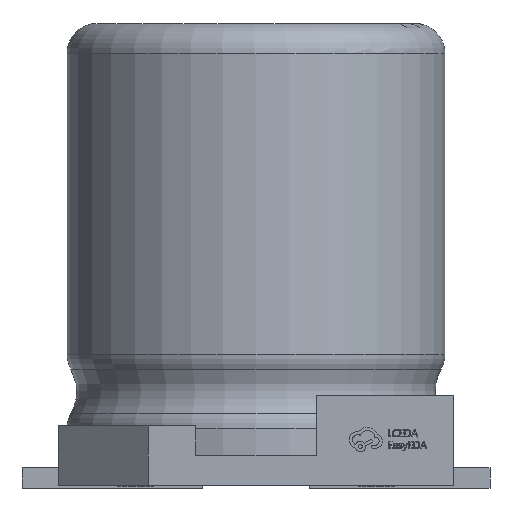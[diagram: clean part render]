
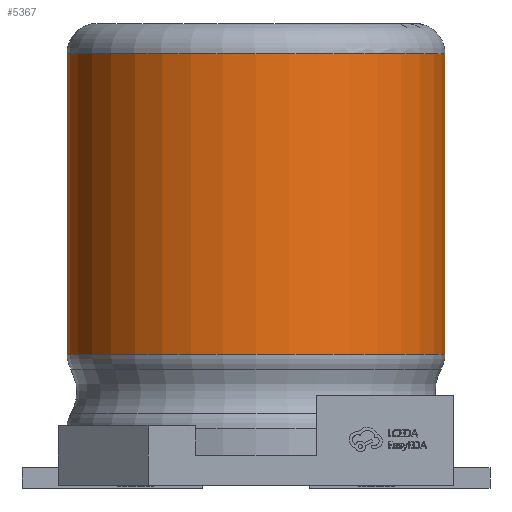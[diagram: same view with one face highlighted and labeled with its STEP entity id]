
A CAD part, front view. The second image highlights one B-rep face of the part: STEP entity #5367.
In plain terms, the highlighted cylindrical face has radius 3.15 mm (diameter 6.3 mm), a full revolution.
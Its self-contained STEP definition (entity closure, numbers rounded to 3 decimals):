
#521=LINE('',#7230,#1060);
#1060=VECTOR('',#6063,3.15);
#1598=CYLINDRICAL_SURFACE('',#5695,3.15);
#1615=FACE_OUTER_BOUND('',#1901,.T.);
#1901=EDGE_LOOP('',(#3566,#3567,#3568,#3569,#3570));
#2216=CIRCLE('',#5681,3.15);
#2222=CIRCLE('',#5689,3.15);
#2223=CIRCLE('',#5690,3.15);
#2251=VERTEX_POINT('',#7201);
#2256=VERTEX_POINT('',#7214);
#2257=VERTEX_POINT('',#7216);
#2769=EDGE_CURVE('',#2251,#2251,#2216,.T.);
#2775=EDGE_CURVE('',#2257,#2256,#2222,.T.);
#2776=EDGE_CURVE('',#2256,#2257,#2223,.T.);
#2782=EDGE_CURVE('',#2251,#2257,#521,.T.);
#3566=ORIENTED_EDGE('',*,*,#2769,.T.);
#3567=ORIENTED_EDGE('',*,*,#2782,.T.);
#3568=ORIENTED_EDGE('',*,*,#2775,.T.);
#3569=ORIENTED_EDGE('',*,*,#2776,.T.);
#3570=ORIENTED_EDGE('',*,*,#2782,.F.);
#5367=ADVANCED_FACE('',(#1615),#1598,.T.);
#5681=AXIS2_PLACEMENT_3D('',#7203,#6031,#6032);
#5689=AXIS2_PLACEMENT_3D('',#7217,#6047,#6048);
#5690=AXIS2_PLACEMENT_3D('',#7218,#6049,#6050);
#5695=AXIS2_PLACEMENT_3D('',#7229,#6061,#6062);
#6031=DIRECTION('center_axis',(0.,0.,1.));
#6032=DIRECTION('ref_axis',(1.,0.,0.));
#6047=DIRECTION('center_axis',(0.,0.,-1.));
#6048=DIRECTION('ref_axis',(-1.,0.,0.));
#6049=DIRECTION('center_axis',(0.,0.,-1.));
#6050=DIRECTION('ref_axis',(-1.,0.,0.));
#6061=DIRECTION('center_axis',(0.,0.,-1.));
#6062=DIRECTION('ref_axis',(1.,0.,0.));
#6063=DIRECTION('',(0.,0.,1.));
#7201=CARTESIAN_POINT('',(-3.15,0.,2.236));
#7203=CARTESIAN_POINT('Origin',(0.,0.,2.236));
#7214=CARTESIAN_POINT('',(3.15,0.,7.25));
#7216=CARTESIAN_POINT('',(-3.15,0.,7.25));
#7217=CARTESIAN_POINT('Origin',(0.,0.,7.25));
#7218=CARTESIAN_POINT('Origin',(0.,0.,7.25));
#7229=CARTESIAN_POINT('Origin',(0.,0.,24.36));
#7230=CARTESIAN_POINT('',(-3.15,0.,24.36));
